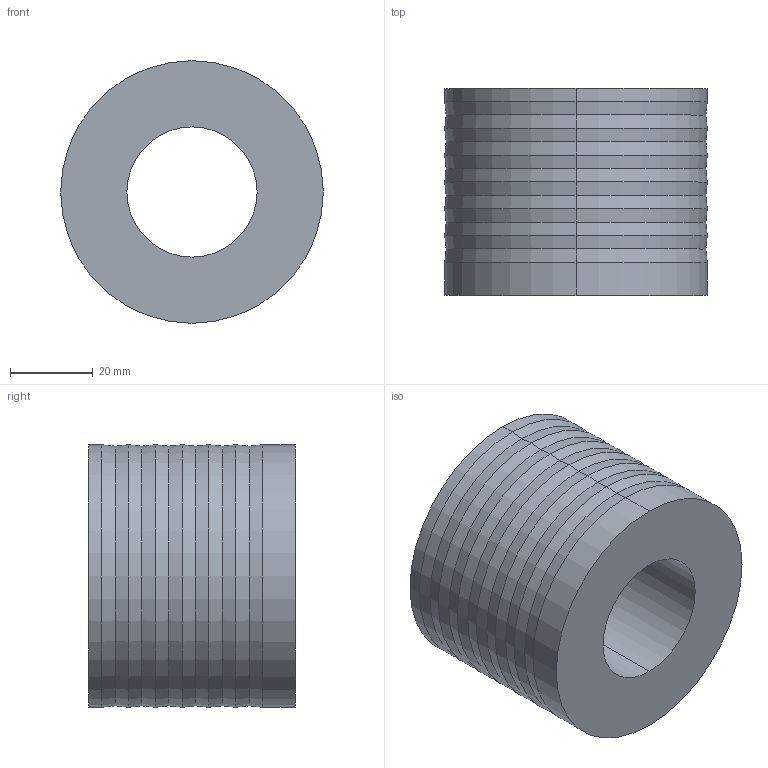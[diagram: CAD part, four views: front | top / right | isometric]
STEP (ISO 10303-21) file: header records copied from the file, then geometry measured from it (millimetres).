
FILE_DESCRIPTION (( 'STEP AP203' ), '1' );
FILE_NAME ('AluminumDrum.STEP', '2017-11-16T05:05:39', ( 'Windows User' ), ( '' ), 'SwSTEP 2.0', 'SolidWorks 2017', '' );
FILE_SCHEMA (( 'CONFIG_CONTROL_DESIGN' ));
Length unit declared in the file: inch
Products named in the file (1): AluminumDrum
Bounding box: 63.5 x 50.01 x 63.5 mm (x, y, z)
Volume: 117934.4 mm3; surface area: 19706 mm2
Topology: 1 solids, 1 shells, 32 faces, 64 edges, 34 vertices
Faces by surface type: cone 24, cylinder 6, plane 2
Entity records: 897 total; most frequent: DIRECTION 164, CARTESIAN_POINT 131, ORIENTED_EDGE 128, AXIS2_PLACEMENT_3D 67, EDGE_CURVE 64, EDGE_LOOP 34, VERTEX_POINT 34, CIRCLE 34
